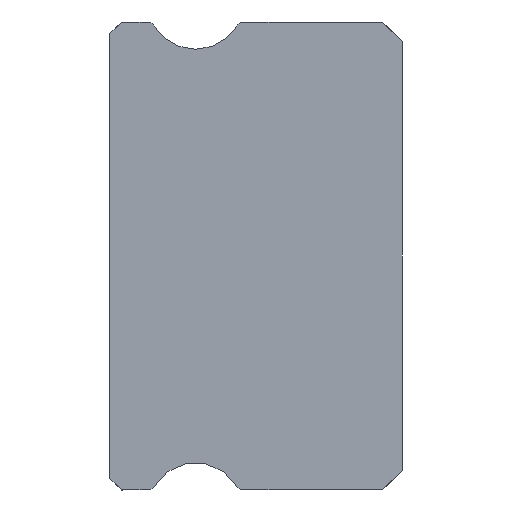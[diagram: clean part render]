
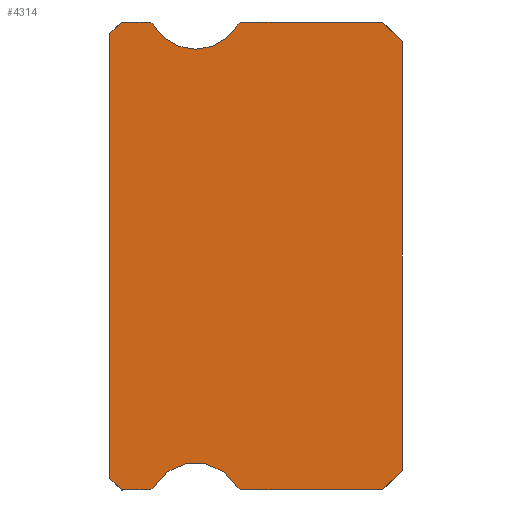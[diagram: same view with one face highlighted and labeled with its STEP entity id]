
A CAD part, left-side view. The second image highlights one B-rep face of the part: STEP entity #4314.
In plain terms, the highlighted planar face has unit normal (-1, 0, 0).
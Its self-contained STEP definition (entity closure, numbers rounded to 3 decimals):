
#63 = VECTOR ( 'NONE', #8647, 1000. ) ;
#70 = VECTOR ( 'NONE', #1285, 1000. ) ;
#157 = AXIS2_PLACEMENT_3D ( 'NONE', #2582, #9068, #3497 ) ;
#210 = ORIENTED_EDGE ( 'NONE', *, *, #269, .T. ) ;
#269 = EDGE_CURVE ( 'NONE', #2514, #5162, #8273, .T. ) ;
#438 = DIRECTION ( 'NONE',  ( 0., 0., -1. ) ) ;
#515 = VERTEX_POINT ( 'NONE', #10214 ) ;
#568 = VERTEX_POINT ( 'NONE', #3228 ) ;
#638 = CARTESIAN_POINT ( 'NONE',  ( -12.5, 6.512, -6. ) ) ;
#685 = EDGE_CURVE ( 'NONE', #515, #714, #3920, .T. ) ;
#714 = VERTEX_POINT ( 'NONE', #3479 ) ;
#729 = VECTOR ( 'NONE', #10094, 1000. ) ;
#732 = DIRECTION ( 'NONE',  ( 0., -1., 0. ) ) ;
#901 = CARTESIAN_POINT ( 'NONE',  ( -12.5, 0., -5.5 ) ) ;
#982 = AXIS2_PLACEMENT_3D ( 'NONE', #6386, #5766, #8803 ) ;
#1034 = DIRECTION ( 'NONE',  ( 0., -0.707, -0.707 ) ) ;
#1156 = CIRCLE ( 'NONE', #1490, 1.25 ) ;
#1238 = ORIENTED_EDGE ( 'NONE', *, *, #3058, .T. ) ;
#1259 = CARTESIAN_POINT ( 'NONE',  ( -12.5, 6.383, 5.925 ) ) ;
#1285 = DIRECTION ( 'NONE',  ( 0., -1., 0. ) ) ;
#1331 = DIRECTION ( 'NONE',  ( 1., 0., 0. ) ) ;
#1359 = VECTOR ( 'NONE', #1573, 1000. ) ;
#1425 = LINE ( 'NONE', #5493, #1359 ) ;
#1435 = EDGE_CURVE ( 'NONE', #714, #6049, #8409, .T. ) ;
#1490 = AXIS2_PLACEMENT_3D ( 'NONE', #2510, #5642, #1707 ) ;
#1510 = LINE ( 'NONE', #638, #4551 ) ;
#1512 = DIRECTION ( 'NONE',  ( 0., 0., -1. ) ) ;
#1562 = ORIENTED_EDGE ( 'NONE', *, *, #1435, .F. ) ;
#1573 = DIRECTION ( 'NONE',  ( 0., 0., 1. ) ) ;
#1663 = EDGE_CURVE ( 'NONE', #6404, #7659, #6384, .T. ) ;
#1707 = DIRECTION ( 'NONE',  ( 0., 0., -1. ) ) ;
#1864 = LINE ( 'NONE', #3274, #2335 ) ;
#1917 = DIRECTION ( 'NONE',  ( 1., 0., 0. ) ) ;
#1941 = CARTESIAN_POINT ( 'NONE',  ( -12.5, 7.2, 6. ) ) ;
#2131 = CARTESIAN_POINT ( 'NONE',  ( -12.5, 7.2, -6. ) ) ;
#2194 = ORIENTED_EDGE ( 'NONE', *, *, #9873, .F. ) ;
#2322 = CARTESIAN_POINT ( 'NONE',  ( -12.5, 7.5, 5.7 ) ) ;
#2330 = CARTESIAN_POINT ( 'NONE',  ( -12.5, 6.512, -6. ) ) ;
#2335 = VECTOR ( 'NONE', #8940, 1000. ) ;
#2488 = CIRCLE ( 'NONE', #157, 0.15 ) ;
#2509 = DIRECTION ( 'NONE',  ( -1., 0., 0. ) ) ;
#2510 = CARTESIAN_POINT ( 'NONE',  ( -12.5, 5.3, 6.55 ) ) ;
#2514 = VERTEX_POINT ( 'NONE', #8288 ) ;
#2582 = CARTESIAN_POINT ( 'NONE',  ( -12.5, 4.088, -5.85 ) ) ;
#2753 = VERTEX_POINT ( 'NONE', #6025 ) ;
#3058 = EDGE_CURVE ( 'NONE', #6404, #4506, #5999, .T. ) ;
#3228 = CARTESIAN_POINT ( 'NONE',  ( -12.5, 6.383, -5.925 ) ) ;
#3274 = CARTESIAN_POINT ( 'NONE',  ( -12.5, 6.512, -6. ) ) ;
#3305 = DIRECTION ( 'NONE',  ( 0., 0., -1. ) ) ;
#3319 = ORIENTED_EDGE ( 'NONE', *, *, #4071, .T. ) ;
#3479 = CARTESIAN_POINT ( 'NONE',  ( -12.5, 4.088, 6. ) ) ;
#3497 = DIRECTION ( 'NONE',  ( 0., 0., -1. ) ) ;
#3498 = EDGE_CURVE ( 'NONE', #7914, #3832, #7793, .T. ) ;
#3567 = VECTOR ( 'NONE', #4065, 1000. ) ;
#3649 = ORIENTED_EDGE ( 'NONE', *, *, #5849, .F. ) ;
#3699 = ORIENTED_EDGE ( 'NONE', *, *, #5996, .F. ) ;
#3762 = EDGE_CURVE ( 'NONE', #5162, #9678, #6226, .T. ) ;
#3832 = VERTEX_POINT ( 'NONE', #9664 ) ;
#3920 = CIRCLE ( 'NONE', #8224, 0.15 ) ;
#4065 = DIRECTION ( 'NONE',  ( 0., 0.707, -0.707 ) ) ;
#4071 = EDGE_CURVE ( 'NONE', #3832, #8654, #1510, .T. ) ;
#4314 = ADVANCED_FACE ( 'NONE', ( #8493 ), #5924, .F. ) ;
#4378 = CARTESIAN_POINT ( 'NONE',  ( -12.5, 7.5, 5.7 ) ) ;
#4506 = VERTEX_POINT ( 'NONE', #7173 ) ;
#4551 = VECTOR ( 'NONE', #732, 1000. ) ;
#4587 = VERTEX_POINT ( 'NONE', #9066 ) ;
#4893 = ORIENTED_EDGE ( 'NONE', *, *, #9072, .F. ) ;
#5054 = VECTOR ( 'NONE', #8997, 1000. ) ;
#5149 = VERTEX_POINT ( 'NONE', #1259 ) ;
#5162 = VERTEX_POINT ( 'NONE', #1941 ) ;
#5174 = ORIENTED_EDGE ( 'NONE', *, *, #3762, .T. ) ;
#5430 = CIRCLE ( 'NONE', #982, 1.25 ) ;
#5493 = CARTESIAN_POINT ( 'NONE',  ( -12.5, 7.5, 5.85 ) ) ;
#5508 = EDGE_CURVE ( 'NONE', #7126, #568, #6238, .T. ) ;
#5546 = VECTOR ( 'NONE', #5813, 1000. ) ;
#5547 = CARTESIAN_POINT ( 'NONE',  ( -12.5, 6.512, 5.85 ) ) ;
#5585 = VECTOR ( 'NONE', #1034, 1000. ) ;
#5642 = DIRECTION ( 'NONE',  ( -1., 0., 0. ) ) ;
#5737 = LINE ( 'NONE', #8930, #5585 ) ;
#5766 = DIRECTION ( 'NONE',  ( -1., 0., 0. ) ) ;
#5813 = DIRECTION ( 'NONE',  ( 0., 1., 0. ) ) ;
#5849 = EDGE_CURVE ( 'NONE', #568, #8654, #10134, .T. ) ;
#5924 = PLANE ( 'NONE',  #9116 ) ;
#5953 = CARTESIAN_POINT ( 'NONE',  ( -12.5, 0., 5.5 ) ) ;
#5996 = EDGE_CURVE ( 'NONE', #4587, #7126, #2488, .T. ) ;
#5999 = LINE ( 'NONE', #5953, #5054 ) ;
#6025 = CARTESIAN_POINT ( 'NONE',  ( -12.5, 5.3, 5.3 ) ) ;
#6049 = VERTEX_POINT ( 'NONE', #8274 ) ;
#6158 = CARTESIAN_POINT ( 'NONE',  ( -12.5, 0.5, -6. ) ) ;
#6226 = LINE ( 'NONE', #2322, #63 ) ;
#6238 = CIRCLE ( 'NONE', #9110, 1.25 ) ;
#6267 = EDGE_CURVE ( 'NONE', #2514, #5149, #9287, .T. ) ;
#6384 = LINE ( 'NONE', #901, #3567 ) ;
#6386 = CARTESIAN_POINT ( 'NONE',  ( -12.5, 5.3, 6.55 ) ) ;
#6391 = DIRECTION ( 'NONE',  ( 1., 0., 0. ) ) ;
#6404 = VERTEX_POINT ( 'NONE', #9058 ) ;
#6515 = ORIENTED_EDGE ( 'NONE', *, *, #1663, .F. ) ;
#6517 = ORIENTED_EDGE ( 'NONE', *, *, #8444, .F. ) ;
#6521 = CARTESIAN_POINT ( 'NONE',  ( -12.5, 4.217, -5.925 ) ) ;
#6796 = EDGE_CURVE ( 'NONE', #7659, #4587, #1864, .T. ) ;
#6850 = EDGE_CURVE ( 'NONE', #5149, #2753, #1156, .T. ) ;
#7126 = VERTEX_POINT ( 'NONE', #6521 ) ;
#7173 = CARTESIAN_POINT ( 'NONE',  ( -12.5, 0., 5.5 ) ) ;
#7420 = CARTESIAN_POINT ( 'NONE',  ( -12.5, 4.088, 5.85 ) ) ;
#7476 = ORIENTED_EDGE ( 'NONE', *, *, #6796, .F. ) ;
#7548 = CARTESIAN_POINT ( 'NONE',  ( -12.5, 7.2, 6. ) ) ;
#7659 = VERTEX_POINT ( 'NONE', #6158 ) ;
#7660 = ORIENTED_EDGE ( 'NONE', *, *, #6850, .F. ) ;
#7774 = CARTESIAN_POINT ( 'NONE',  ( -12.5, 6.512, 5.85 ) ) ;
#7793 = LINE ( 'NONE', #2131, #729 ) ;
#7869 = CARTESIAN_POINT ( 'NONE',  ( -12.5, 6.512, -5.85 ) ) ;
#7914 = VERTEX_POINT ( 'NONE', #8837 ) ;
#8102 = CARTESIAN_POINT ( 'NONE',  ( -12.5, 5.3, -6.55 ) ) ;
#8224 = AXIS2_PLACEMENT_3D ( 'NONE', #7420, #1917, #8415 ) ;
#8273 = LINE ( 'NONE', #7548, #5546 ) ;
#8274 = CARTESIAN_POINT ( 'NONE',  ( -12.5, 0.5, 6. ) ) ;
#8288 = CARTESIAN_POINT ( 'NONE',  ( -12.5, 6.512, 6. ) ) ;
#8409 = LINE ( 'NONE', #10237, #70 ) ;
#8415 = DIRECTION ( 'NONE',  ( 0., 0., -1. ) ) ;
#8444 = EDGE_CURVE ( 'NONE', #6049, #4506, #5737, .T. ) ;
#8459 = AXIS2_PLACEMENT_3D ( 'NONE', #7869, #6391, #3305 ) ;
#8493 = FACE_OUTER_BOUND ( 'NONE', #10022, .T. ) ;
#8647 = DIRECTION ( 'NONE',  ( 0., 0.707, -0.707 ) ) ;
#8654 = VERTEX_POINT ( 'NONE', #2330 ) ;
#8737 = DIRECTION ( 'NONE',  ( 1., 0., 0. ) ) ;
#8803 = DIRECTION ( 'NONE',  ( 0., 0., -1. ) ) ;
#8837 = CARTESIAN_POINT ( 'NONE',  ( -12.5, 7.5, -5.7 ) ) ;
#8864 = ORIENTED_EDGE ( 'NONE', *, *, #3498, .T. ) ;
#8873 = ORIENTED_EDGE ( 'NONE', *, *, #6267, .F. ) ;
#8930 = CARTESIAN_POINT ( 'NONE',  ( -12.5, 0.5, 6. ) ) ;
#8940 = DIRECTION ( 'NONE',  ( 0., 1., 0. ) ) ;
#8997 = DIRECTION ( 'NONE',  ( 0., 0., 1. ) ) ;
#9058 = CARTESIAN_POINT ( 'NONE',  ( -12.5, 0., -5.5 ) ) ;
#9066 = CARTESIAN_POINT ( 'NONE',  ( -12.5, 4.088, -6. ) ) ;
#9068 = DIRECTION ( 'NONE',  ( 1., 0., 0. ) ) ;
#9072 = EDGE_CURVE ( 'NONE', #7914, #9678, #1425, .T. ) ;
#9110 = AXIS2_PLACEMENT_3D ( 'NONE', #8102, #2509, #438 ) ;
#9116 = AXIS2_PLACEMENT_3D ( 'NONE', #7774, #1331, #10083 ) ;
#9287 = CIRCLE ( 'NONE', #10275, 0.15 ) ;
#9466 = ORIENTED_EDGE ( 'NONE', *, *, #5508, .F. ) ;
#9568 = ORIENTED_EDGE ( 'NONE', *, *, #685, .F. ) ;
#9664 = CARTESIAN_POINT ( 'NONE',  ( -12.5, 7.2, -6. ) ) ;
#9678 = VERTEX_POINT ( 'NONE', #4378 ) ;
#9873 = EDGE_CURVE ( 'NONE', #2753, #515, #5430, .T. ) ;
#10022 = EDGE_LOOP ( 'NONE', ( #5174, #4893, #8864, #3319, #3649, #9466, #3699, #7476, #6515, #1238, #6517, #1562, #9568, #2194, #7660, #8873, #210 ) ) ;
#10083 = DIRECTION ( 'NONE',  ( 0., 0., -1. ) ) ;
#10094 = DIRECTION ( 'NONE',  ( 0., -0.707, -0.707 ) ) ;
#10134 = CIRCLE ( 'NONE', #8459, 0.15 ) ;
#10214 = CARTESIAN_POINT ( 'NONE',  ( -12.5, 4.217, 5.925 ) ) ;
#10237 = CARTESIAN_POINT ( 'NONE',  ( -12.5, 6.512, 6. ) ) ;
#10275 = AXIS2_PLACEMENT_3D ( 'NONE', #5547, #8737, #1512 ) ;
